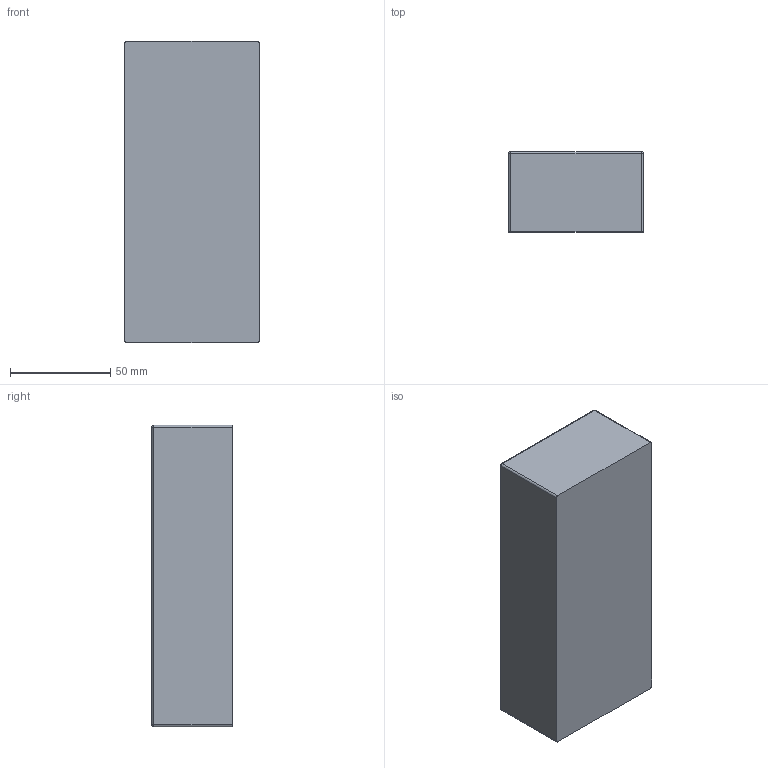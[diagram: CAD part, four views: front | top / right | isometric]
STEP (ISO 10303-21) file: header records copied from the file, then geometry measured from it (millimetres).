
FILE_DESCRIPTION(/* description */ (''),/* implementation_level */ '2;1');
FILE_NAME(/* name */ 'Lens Holder v2.step',/* time_stamp */ '2024-01-10T15:41:46-06:00',/* author */ (''),/* organization */ (''),/* preprocessor_version */ 'ST-DEVELOPER v20',/* originating_system */ 'Autodesk Translation Framework v12.14.0.127',/* authorisation */ '');
FILE_SCHEMA (('AUTOMOTIVE_DESIGN { 1 0 10303 214 3 1 1 }'));
Length unit declared in the file: millimetre
Products named in the file (1): Lens Holder
Bounding box: 67 x 40 x 150 mm (x, y, z)
Volume: 207964.6 mm3; surface area: 48823.1 mm2
Topology: 1 solids, 1 shells, 58 faces, 130 edges, 70 vertices
Faces by surface type: cylinder 26, plane 16, torus 6, bspline 6, sphere 4
Entity records: 1747 total; most frequent: CARTESIAN_POINT 432, DIRECTION 292, ORIENTED_EDGE 248, EDGE_CURVE 124, AXIS2_PLACEMENT_3D 115, VERTEX_POINT 70, LINE 62, VECTOR 62
